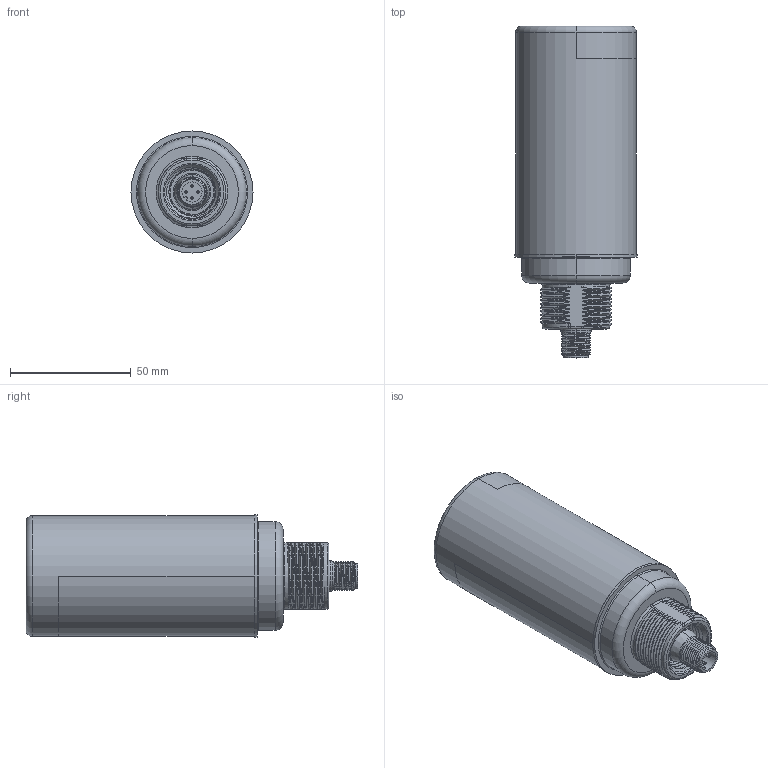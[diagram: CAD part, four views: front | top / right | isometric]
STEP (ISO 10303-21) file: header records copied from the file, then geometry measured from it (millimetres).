
FILE_DESCRIPTION((''),'2;1');
FILE_NAME('212910_SM01_ASM','2025-07-08T13:45:27',('banengservice'),('BANNER ENGINEERING'),'CREO PARAMETRIC BY PTC INC, 2022414','CREO PARAMETRIC BY PTC INC, 2022414','');
FILE_SCHEMA(('CONFIG_CONTROL_DESIGN'));
Length unit declared in the file: millimetre
Products named in the file (2): 212910_EP01; 212910_SM01_ASM
Assembly tree (1 placements, depth 2):
  212910_SM01_ASM
    212910_EP01
Bounding box: 50.5 x 137.36 x 50.5 mm (x, y, z)
Volume: 215708.5 mm3; surface area: 25474 mm2
Topology: 1 solids, 1 shells, 229 faces, 591 edges, 376 vertices
Faces by surface type: cylinder 86, bspline 85, torus 29, plane 19, cone 10
Entity records: 21374 total; most frequent: CARTESIAN_POINT 16343, ORIENTED_EDGE 1182, DIRECTION 804, EDGE_CURVE 591, VERTEX_POINT 376, AXIS2_PLACEMENT_3D 310, B_SPLINE_CURVE_WITH_KNOTS 244, EDGE_LOOP 241
